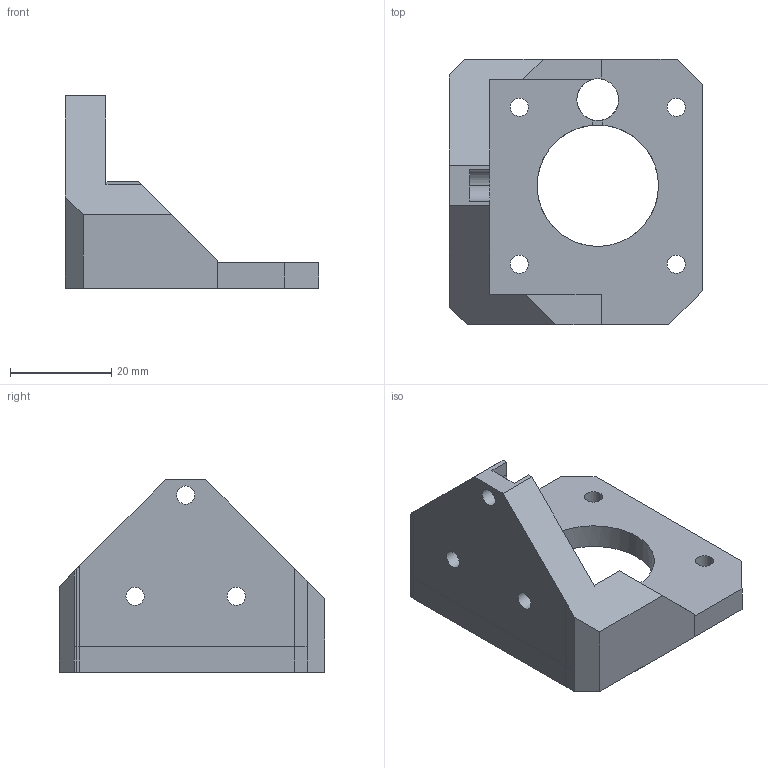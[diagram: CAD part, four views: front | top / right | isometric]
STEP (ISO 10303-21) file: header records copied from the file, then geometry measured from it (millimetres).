
FILE_DESCRIPTION(('FreeCAD Model'),'2;1');
FILE_NAME('z-axis-bottom-B.step','2020-04-18T15:27:47',('Author'),(''), 'Open CASCADE STEP processor 7.3','FreeCAD','Unknown');
FILE_SCHEMA(('AUTOMOTIVE_DESIGN { 1 0 10303 214 1 1 1 1 }'));
Length unit declared in the file: millimetre
Products named in the file (1): mirrored_difference
Bounding box: 50 x 52.51 x 38 mm (x, y, z)
Volume: 21499.8 mm3; surface area: 9573.1 mm2
Topology: 1 solids, 1 shells, 60 faces, 165 edges, 105 vertices
Faces by surface type: plane 47, cylinder 13
Full cylindrical faces by diameter (mm): 3.6 x7, 6.2 x2, 8.25 x1, 24 x1
Entity records: 4224 total; most frequent: CARTESIAN_POINT 918, DIRECTION 614, LINE 416, VECTOR 416, ORIENTED_EDGE 330, PCURVE 330, DEFINITIONAL_REPRESENTATION 330, EDGE_CURVE 165
